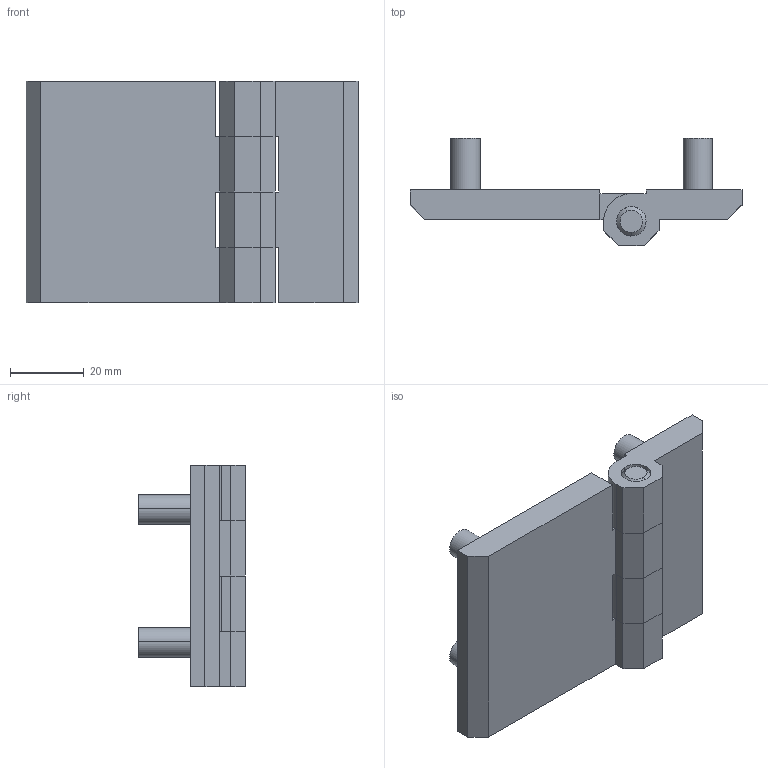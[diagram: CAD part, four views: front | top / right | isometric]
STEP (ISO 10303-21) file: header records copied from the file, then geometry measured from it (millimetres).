
FILE_DESCRIPTION((''),'2;1');
FILE_NAME('','2005-07-15T09:54:28',(''),(''),'','CADfix','');
FILE_SCHEMA(('AUTOMOTIVE_DESIGN'));
Length unit declared in the file: millimetre
Products named in the file (5): screw; shaft; hinge pieces_B; hinge pieces_A; TEH_1056_U20_29109_36
Assembly tree (7 placements, depth 2):
  TEH_1056_U20_29109_36
    screw  x4
    shaft
    hinge pieces_B
    hinge pieces_A
Bounding box: 90 x 29 x 60 mm (x, y, z)
Volume: 42220.9 mm3; surface area: 22199.9 mm2
Topology: 7 solids, 7 shells, 149 faces, 419 edges, 295 vertices
Faces by surface type: bspline 149
Entity records: 4453 total; most frequent: CARTESIAN_POINT 2035, ORIENTED_EDGE 778, EDGE_CURVE 389, VERTEX_POINT 271, QUASI_UNIFORM_CURVE 270, EDGE_LOOP 156, FACE_OUTER_BOUND 137, ADVANCED_FACE 137
